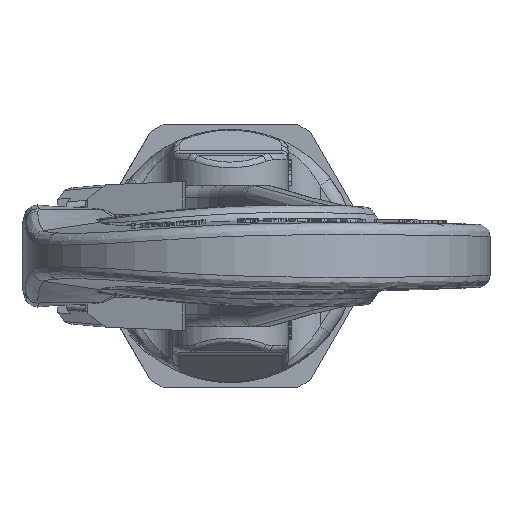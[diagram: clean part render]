
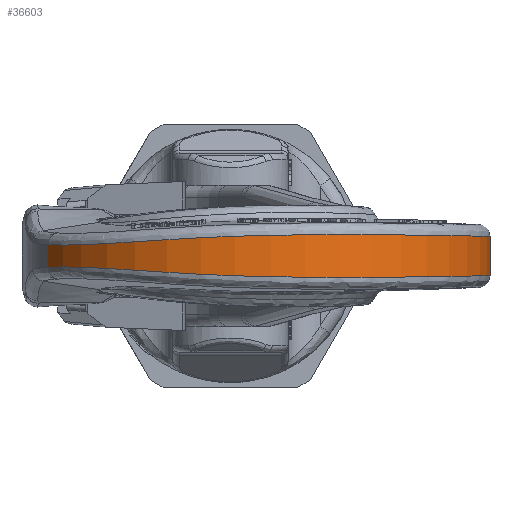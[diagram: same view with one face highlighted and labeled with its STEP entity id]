
A CAD part, left-side view. The second image highlights one B-rep face of the part: STEP entity #36603.
In plain terms, the highlighted cylindrical face has radius 36.5 mm (diameter 73 mm), a partial arc.
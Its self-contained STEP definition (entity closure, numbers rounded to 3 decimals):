
#23707=DIRECTION('',(0.,0.,1.));
#23708=VECTOR('',#23707,7.098);
#23709=CARTESIAN_POINT('',(25.12,-29.769,
-3.549));
#23710=LINE('',#23709,#23708);
#23711=CARTESIAN_POINT('',(25.12,-29.769,
3.549));
#23712=CARTESIAN_POINT('',(26.107,-29.069,
3.53));
#23713=CARTESIAN_POINT('',(28.011,-27.57,
3.488));
#23714=CARTESIAN_POINT('',(30.63,-25.05,
3.416));
#23715=CARTESIAN_POINT('',(32.988,-22.279,
3.339));
#23716=CARTESIAN_POINT('',(35.061,-19.284,
3.264));
#23717=CARTESIAN_POINT('',(36.234,-17.167,
3.221));
#23718=CARTESIAN_POINT('',(36.766,-16.082,
3.202));
#23720=CARTESIAN_POINT('',(36.766,-16.082,
3.202));
#23721=CARTESIAN_POINT('',(37.325,-14.944,
3.181));
#23722=CARTESIAN_POINT('',(38.324,-12.609,
3.143));
#23723=CARTESIAN_POINT('',(39.449,-8.969,
3.102));
#23724=CARTESIAN_POINT('',(40.19,-5.232,
3.076));
#23725=CARTESIAN_POINT('',(40.538,-1.438,
3.064));
#23726=CARTESIAN_POINT('',(40.489,2.373,3.063));
#23727=CARTESIAN_POINT('',(40.044,6.158,3.072));
#23728=CARTESIAN_POINT('',(39.207,9.876,3.09));
#23729=CARTESIAN_POINT('',(37.988,13.487,3.114));
#23730=CARTESIAN_POINT('',(36.399,16.952,3.144));
#23731=CARTESIAN_POINT('',(34.459,20.233,3.177));
#23732=CARTESIAN_POINT('',(32.187,23.294,3.213));
#23733=CARTESIAN_POINT('',(29.609,26.101,3.249));
#23734=CARTESIAN_POINT('',(26.752,28.626,3.283));
#23735=CARTESIAN_POINT('',(23.649,30.838,3.311));
#23736=CARTESIAN_POINT('',(20.333,32.716,3.329));
#23737=CARTESIAN_POINT('',(16.84,34.237,3.334));
#23738=CARTESIAN_POINT('',(13.21,35.387,3.321));
#23739=CARTESIAN_POINT('',(9.481,36.153,3.286));
#23740=CARTESIAN_POINT('',(5.697,36.527,3.224));
#23741=CARTESIAN_POINT('',(1.897,36.505,3.127));
#23742=CARTESIAN_POINT('',(-1.872,36.091,
2.987));
#23743=CARTESIAN_POINT('',(-5.588,35.287,
2.802));
#23744=CARTESIAN_POINT('',(-9.208,34.097,
2.587));
#23745=CARTESIAN_POINT('',(-12.69,32.535,
2.359));
#23746=CARTESIAN_POINT('',(-15.987,30.62,
2.136));
#23747=CARTESIAN_POINT('',(-19.059,28.379,
1.942));
#23748=CARTESIAN_POINT('',(-21.869,25.842,
1.794));
#23749=CARTESIAN_POINT('',(-24.393,23.04,
1.708));
#23750=CARTESIAN_POINT('',(-26.609,20.001,
1.693));
#23751=CARTESIAN_POINT('',(-27.871,17.834,
1.733));
#23752=CARTESIAN_POINT('',(-28.444,16.721,
1.765));
#23754=CARTESIAN_POINT('',(36.766,-16.082,
-3.202));
#23755=CARTESIAN_POINT('',(37.325,-14.944,
-3.181));
#23756=CARTESIAN_POINT('',(38.324,-12.609,
-3.143));
#23757=CARTESIAN_POINT('',(39.449,-8.969,
-3.102));
#23758=CARTESIAN_POINT('',(40.19,-5.232,
-3.076));
#23759=CARTESIAN_POINT('',(40.538,-1.438,
-3.064));
#23760=CARTESIAN_POINT('',(40.489,2.373,
-3.063));
#23761=CARTESIAN_POINT('',(40.044,6.158,
-3.072));
#23762=CARTESIAN_POINT('',(39.207,9.876,
-3.09));
#23763=CARTESIAN_POINT('',(37.988,13.487,
-3.114));
#23764=CARTESIAN_POINT('',(36.399,16.952,
-3.144));
#23765=CARTESIAN_POINT('',(34.459,20.233,
-3.177));
#23766=CARTESIAN_POINT('',(32.187,23.294,
-3.213));
#23767=CARTESIAN_POINT('',(29.609,26.101,
-3.249));
#23768=CARTESIAN_POINT('',(26.752,28.626,
-3.283));
#23769=CARTESIAN_POINT('',(23.649,30.838,
-3.311));
#23770=CARTESIAN_POINT('',(20.333,32.716,
-3.329));
#23771=CARTESIAN_POINT('',(16.84,34.237,
-3.334));
#23772=CARTESIAN_POINT('',(13.21,35.387,
-3.321));
#23773=CARTESIAN_POINT('',(9.481,36.153,
-3.286));
#23774=CARTESIAN_POINT('',(5.697,36.527,
-3.224));
#23775=CARTESIAN_POINT('',(1.897,36.505,
-3.127));
#23776=CARTESIAN_POINT('',(-1.872,36.091,
-2.987));
#23777=CARTESIAN_POINT('',(-5.588,35.287,
-2.802));
#23778=CARTESIAN_POINT('',(-9.208,34.097,
-2.587));
#23779=CARTESIAN_POINT('',(-12.69,32.535,
-2.359));
#23780=CARTESIAN_POINT('',(-15.987,30.62,
-2.136));
#23781=CARTESIAN_POINT('',(-19.059,28.379,
-1.942));
#23782=CARTESIAN_POINT('',(-21.869,25.842,
-1.794));
#23783=CARTESIAN_POINT('',(-24.393,23.04,
-1.708));
#23784=CARTESIAN_POINT('',(-26.609,20.001,
-1.693));
#23785=CARTESIAN_POINT('',(-27.871,17.834,
-1.733));
#23786=CARTESIAN_POINT('',(-28.444,16.721,
-1.765));
#23788=CARTESIAN_POINT('',(25.12,-29.769,
-3.549));
#23789=CARTESIAN_POINT('',(26.107,-29.069,
-3.53));
#23790=CARTESIAN_POINT('',(28.011,-27.57,
-3.488));
#23791=CARTESIAN_POINT('',(30.63,-25.05,
-3.416));
#23792=CARTESIAN_POINT('',(32.988,-22.279,
-3.339));
#23793=CARTESIAN_POINT('',(35.061,-19.284,
-3.264));
#23794=CARTESIAN_POINT('',(36.234,-17.167,
-3.221));
#23795=CARTESIAN_POINT('',(36.766,-16.082,
-3.202));
#23819=CARTESIAN_POINT('',(25.12,-29.769,
3.549));
#23834=CARTESIAN_POINT('',(25.12,-29.769,
-3.549));
#24455=DIRECTION('',(0.,0.,1.));
#24456=VECTOR('',#24455,3.529);
#24457=CARTESIAN_POINT('',(-28.444,16.721,
-1.765));
#24458=LINE('',#24457,#24456);
#35431=VERTEX_POINT('',#23834);
#35434=VERTEX_POINT('',#23795);
#35436=VERTEX_POINT('',#23786);
#35576=VERTEX_POINT('',#23819);
#35579=VERTEX_POINT('',#23718);
#35581=VERTEX_POINT('',#23752);
#36584=CARTESIAN_POINT('',(4.,0.,0.));
#36585=DIRECTION('',(0.,0.,1.));
#36586=DIRECTION('',(1.,0.,0.));
#36587=AXIS2_PLACEMENT_3D('',#36584,#36585,#36586);
#36588=CYLINDRICAL_SURFACE('',#36587,36.5);
#36590=ORIENTED_EDGE('',*,*,#36589,.T.);
#36592=ORIENTED_EDGE('',*,*,#36591,.T.);
#36594=ORIENTED_EDGE('',*,*,#36593,.T.);
#36596=ORIENTED_EDGE('',*,*,#36595,.F.);
#36598=ORIENTED_EDGE('',*,*,#36597,.F.);
#36600=ORIENTED_EDGE('',*,*,#36599,.F.);
#36601=EDGE_LOOP('',(#36590,#36592,#36594,#36596,#36598,#36600));
#36602=FACE_OUTER_BOUND('',#36601,.F.);
#36603=ADVANCED_FACE('',(#36602),#36588,.T.);
#23719=B_SPLINE_CURVE_WITH_KNOTS('',3,(#23711,#23712,#23713,#23714,#23715,
#23716,#23717,#23718),.UNSPECIFIED.,.F.,.F.,(4,1,1,1,1,4),(0.,0.2,0.4,
0.6,0.8,1.),.UNSPECIFIED.);
#23753=B_SPLINE_CURVE_WITH_KNOTS('',3,(#23720,#23721,#23722,#23723,#23724,
#23725,#23726,#23727,#23728,#23729,#23730,#23731,#23732,#23733,#23734,#23735,
#23736,#23737,#23738,#23739,#23740,#23741,#23742,#23743,#23744,#23745,#23746,
#23747,#23748,#23749,#23750,#23751,#23752),.UNSPECIFIED.,.F.,.F.,(4,1,1,1,1,1,1,
1,1,1,1,1,1,1,1,1,1,1,1,1,1,1,1,1,1,1,1,1,1,1,4),(0.,0.033,
0.067,0.1,0.133,0.167,0.2,
0.233,0.267,0.3,0.333,0.367,
0.4,0.433,0.467,0.5,0.533,
0.567,0.6,0.633,0.667,0.7,
0.733,0.767,0.8,0.833,0.867,
0.9,0.933,0.967,1.),.UNSPECIFIED.);
#23787=B_SPLINE_CURVE_WITH_KNOTS('',3,(#23754,#23755,#23756,#23757,#23758,
#23759,#23760,#23761,#23762,#23763,#23764,#23765,#23766,#23767,#23768,#23769,
#23770,#23771,#23772,#23773,#23774,#23775,#23776,#23777,#23778,#23779,#23780,
#23781,#23782,#23783,#23784,#23785,#23786),.UNSPECIFIED.,.F.,.F.,(4,1,1,1,1,1,1,
1,1,1,1,1,1,1,1,1,1,1,1,1,1,1,1,1,1,1,1,1,1,1,4),(0.,0.033,
0.067,0.1,0.133,0.167,0.2,
0.233,0.267,0.3,0.333,0.367,
0.4,0.433,0.467,0.5,0.533,
0.567,0.6,0.633,0.667,0.7,
0.733,0.767,0.8,0.833,0.867,
0.9,0.933,0.967,1.),.UNSPECIFIED.);
#23796=B_SPLINE_CURVE_WITH_KNOTS('',3,(#23788,#23789,#23790,#23791,#23792,
#23793,#23794,#23795),.UNSPECIFIED.,.F.,.F.,(4,1,1,1,1,4),(0.,0.2,0.4,
0.6,0.8,1.),.UNSPECIFIED.);
#36589=EDGE_CURVE('',#35431,#35576,#23710,.T.);
#36591=EDGE_CURVE('',#35576,#35579,#23719,.T.);
#36593=EDGE_CURVE('',#35579,#35581,#23753,.T.);
#36595=EDGE_CURVE('',#35436,#35581,#24458,.T.);
#36597=EDGE_CURVE('',#35434,#35436,#23787,.T.);
#36599=EDGE_CURVE('',#35431,#35434,#23796,.T.);
